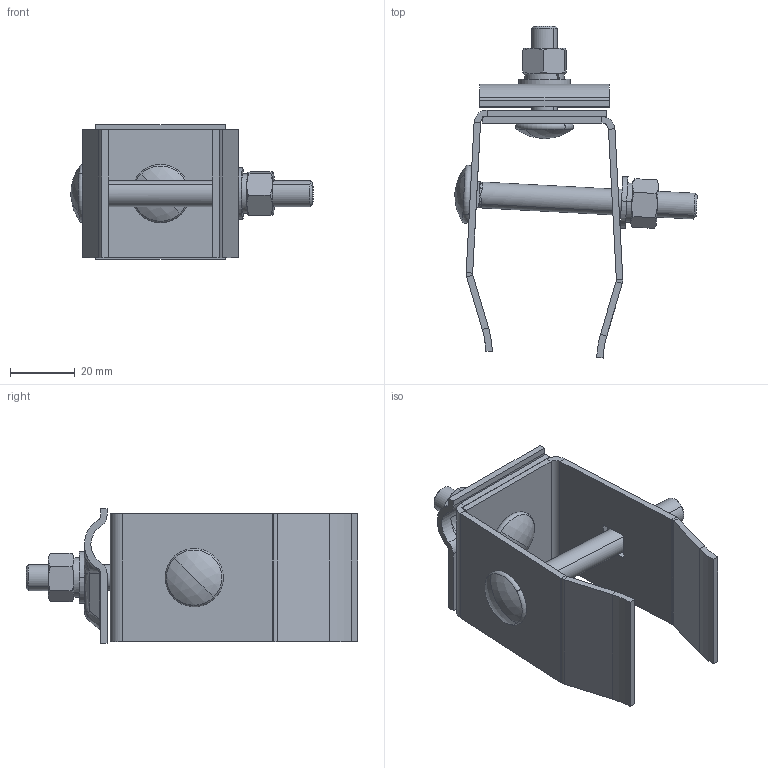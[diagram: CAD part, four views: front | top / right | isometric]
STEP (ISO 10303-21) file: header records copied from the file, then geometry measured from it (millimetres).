
FILE_DESCRIPTION (( 'STEP AP203' ), '1' );
FILE_NAME ('0808 Ôàëüöåâûé äåðæàòåëü, âûñîòà Í-7(ñì), äèàìåòð ïðîâîëîêè - 6 - 10(ìì).STEP', '2024-04-23T09:22:02', ( '' ), ( '' ), 'SwSTEP 2.0', 'SolidWorks 2022', '' );
FILE_SCHEMA (( 'CONFIG_CONTROL_DESIGN' ));
Length unit declared in the file: millimetre
Products named in the file (8): square neck bolt 02_iso_ISO 8678-M8x70-22-N; ГОСТ 11371-78_Шайба A.8 ГОСТ 11371-78; 1601M.001 Прижим_00; hex nut gradec_iso_ISO - 4034 - M8 - N; square neck bolt 02_iso_ISO 8678-M8x30-24.5-N; ГОСТ 6402-70_Шайба 8Л ГОСТ 6402-70; 0805.001 Основание_00; 0808 Фальцевый держатель, высота Н-7(см), диаметр проволоки - 6 - 10(мм)
Assembly tree (11 placements, depth 2):
  0808 Фальцевый держатель, высота Н-7(см), диаметр проволоки - 6 - 10(мм)
    0805.001 Основание_00  x2
    1601M.001 Прижим_00
    square neck bolt 02_iso_ISO 8678-M8x30-24.5-N
    square neck bolt 02_iso_ISO 8678-M8x70-22-N
    hex nut gradec_iso_ISO - 4034 - M8 - N  x2
    ГОСТ 6402-70_Шайба 8Л ГОСТ 6402-70  x2
    ГОСТ 11371-78_Шайба A.8 ГОСТ 11371-78  x2
Bounding box: 74.87 x 102.5 x 41.5 mm (x, y, z)
Volume: 30017.7 mm3; surface area: 29219 mm2
Topology: 11 solids, 11 shells, 303 faces, 714 edges, 404 vertices
Faces by surface type: plane 113, bspline 62, cylinder 60, cone 46, torus 14, sphere 8
Entity records: 11010 total; most frequent: CARTESIAN_POINT 5567, ORIENTED_EDGE 996, DIRECTION 854, EDGE_CURVE 498, AXIS2_PLACEMENT_3D 343, VERTEX_POINT 294, EDGE_LOOP 230, ADVANCED_FACE 219
